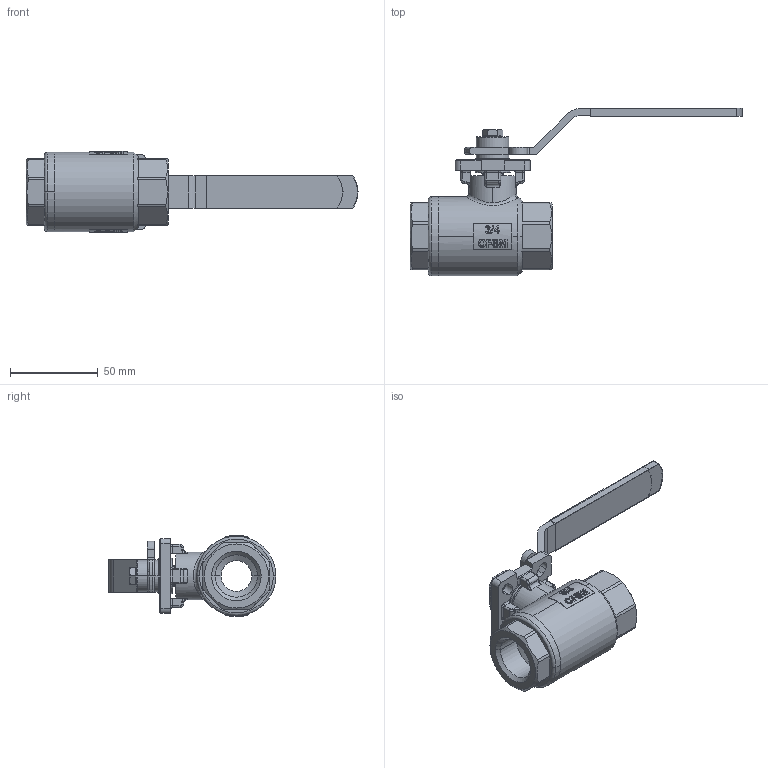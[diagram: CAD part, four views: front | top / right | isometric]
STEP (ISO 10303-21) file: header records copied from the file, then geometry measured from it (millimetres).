
FILE_DESCRIPTION(/* description */ ('Unknown'),/* implementation_level */ '2;1');
FILE_NAME(/* name */ '9765-05',/* time_stamp */ '2025-10-09T13:11:25+02:00',/* author */ ('Unknown'),/* organization */ ('Unknown'),/* preprocessor_version */ 'ST-DEVELOPER v20',/* originating_system */ 'Solid Edge',/* authorisation */ 'Unknown');
FILE_SCHEMA (('AUTOMOTIVE_DESIGN {1 0 10303 214 3 1 1}'));
Length unit declared in the file: millimetre
Products named in the file (10): 9765-05; MV-29-DN15 DD; MV-29 DN20 CAP; Nut Stopper; Hex head bolts-Full thread Grade C GB_GB_FASTENER_BOLT_HHBFTC M6X12-C; MV-29-DN20 Stem; NUT M12_GB_FASTENER_NUT_SSFNTT M14X1.0-N; MV-29-DN15 Handle Cover; MV-29 DN20 BODY; MV-29-DN15 Handle
Assembly tree (10 placements, depth 2):
  9765-05
    MV-29-DN15 DD  x2
    MV-29 DN20 CAP
    Nut Stopper
    Hex head bolts-Full thread Grade C GB_GB_FASTENER_BOLT_HHBFTC M6X12-C
    MV-29-DN20 Stem
    NUT M12_GB_FASTENER_NUT_SSFNTT M14X1.0-N
    MV-29-DN15 Handle Cover
    MV-29 DN20 BODY
    MV-29-DN15 Handle
Bounding box: 188.79 x 95.5 x 46.09 mm (x, y, z)
Volume: 107953.9 mm3; surface area: 54049.3 mm2
Topology: 10 solids, 10 shells, 819 faces, 2084 edges, 1324 vertices
Faces by surface type: plane 346, cylinder 212, bspline 137, cone 90, torus 34
Entity records: 58095 total; most frequent: CARTESIAN_POINT 39378, ORIENTED_EDGE 4132, DIRECTION 3342, EDGE_CURVE 2066, VERTEX_POINT 1316, AXIS2_PLACEMENT_3D 1189, LINE 964, VECTOR 964
